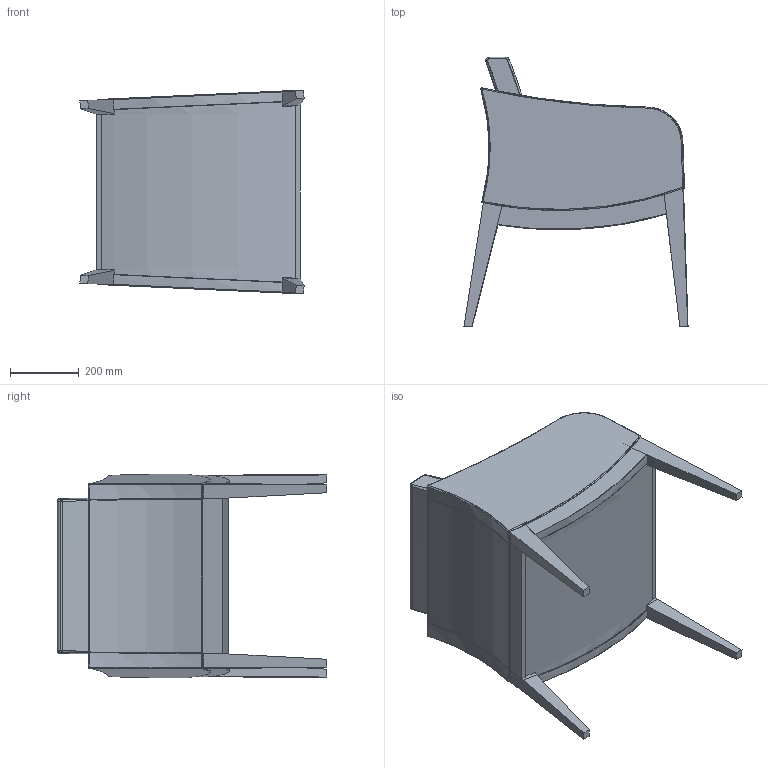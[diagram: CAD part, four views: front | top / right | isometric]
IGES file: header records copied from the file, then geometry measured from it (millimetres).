
Start section: SolidWorks IGES file using analytic representation for surfaces
Global section: file name: Ellen M627.IGS; native system: SolidWorks 2012; preprocessor: SolidWorks 2012; author: emanuel; date: 121029.142009; units: millimetre
Bounding box: 651.75 x 783.34 x 591.76 mm (x, y, z)
Surface area: 2424084.6 mm2 (no closed solid volume)
Topology: 0 solids, 0 shells, 159 faces, 1822 edges, 1810 vertices
Faces by surface type: bspline 105, revolution 54
